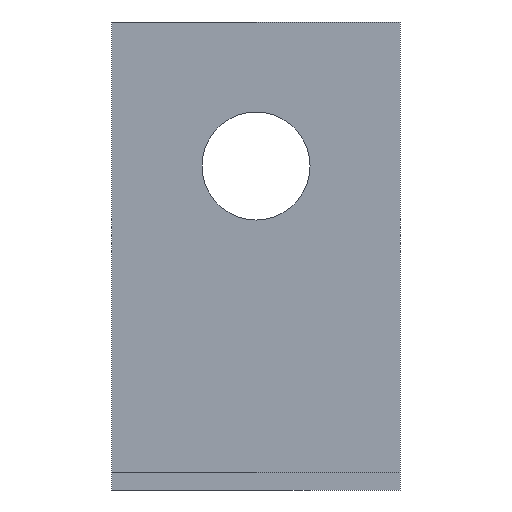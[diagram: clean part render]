
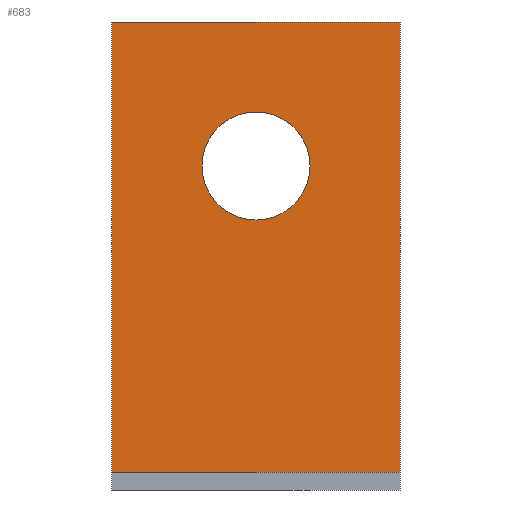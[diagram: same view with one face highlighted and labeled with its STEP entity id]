
A CAD part, left-side view. The second image highlights one B-rep face of the part: STEP entity #683.
In plain terms, the highlighted planar face has unit normal (-1, 0, 0).
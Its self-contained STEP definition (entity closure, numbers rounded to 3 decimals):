
#126 = PLANE('',#127);
#127 = AXIS2_PLACEMENT_3D('',#128,#129,#130);
#128 = CARTESIAN_POINT('',(0.,16.,0.));
#129 = DIRECTION('',(1.,0.,0.));
#130 = DIRECTION('',(0.,-1.,0.));
#208 = VERTEX_POINT('',#209);
#209 = CARTESIAN_POINT('',(0.,0.,1.));
#246 = PLANE('',#247);
#247 = AXIS2_PLACEMENT_3D('',#248,#249,#250);
#248 = CARTESIAN_POINT('',(0.,0.,1.));
#249 = DIRECTION('',(0.,1.,0.));
#250 = DIRECTION('',(1.,0.,0.));
#312 = VERTEX_POINT('',#313);
#313 = CARTESIAN_POINT('',(0.,16.,1.));
#334 = EDGE_CURVE('',#312,#208,#335,.T.);
#335 = SURFACE_CURVE('',#336,(#340,#347),.PCURVE_S1.);
#336 = LINE('',#337,#338);
#337 = CARTESIAN_POINT('',(0.,16.,1.));
#338 = VECTOR('',#339,1.);
#339 = DIRECTION('',(0.,-1.,0.));
#340 = PCURVE('',#126,#341);
#341 = DEFINITIONAL_REPRESENTATION('',(#342),#346);
#342 = LINE('',#343,#344);
#343 = CARTESIAN_POINT('',(0.,-1.));
#344 = VECTOR('',#345,1.);
#345 = DIRECTION('',(1.,0.));
#346 = ( GEOMETRIC_REPRESENTATION_CONTEXT(2) 
PARAMETRIC_REPRESENTATION_CONTEXT() REPRESENTATION_CONTEXT('2D SPACE',''
  ) );
#347 = PCURVE('',#348,#353);
#348 = PLANE('',#349);
#349 = AXIS2_PLACEMENT_3D('',#350,#351,#352);
#350 = CARTESIAN_POINT('',(0.,16.,1.));
#351 = DIRECTION('',(1.,0.,0.));
#352 = DIRECTION('',(0.,-1.,0.));
#353 = DEFINITIONAL_REPRESENTATION('',(#354),#358);
#354 = LINE('',#355,#356);
#355 = CARTESIAN_POINT('',(0.,0.));
#356 = VECTOR('',#357,1.);
#357 = DIRECTION('',(1.,0.));
#358 = ( GEOMETRIC_REPRESENTATION_CONTEXT(2) 
PARAMETRIC_REPRESENTATION_CONTEXT() REPRESENTATION_CONTEXT('2D SPACE',''
  ) );
#452 = PLANE('',#453);
#453 = AXIS2_PLACEMENT_3D('',#454,#455,#456);
#454 = CARTESIAN_POINT('',(1.,16.,1.));
#455 = DIRECTION('',(0.,-1.,0.));
#456 = DIRECTION('',(-1.,0.,0.));
#573 = EDGE_CURVE('',#208,#574,#576,.T.);
#574 = VERTEX_POINT('',#575);
#575 = CARTESIAN_POINT('',(0.,0.,26.));
#576 = SURFACE_CURVE('',#577,(#581,#588),.PCURVE_S1.);
#577 = LINE('',#578,#579);
#578 = CARTESIAN_POINT('',(0.,0.,1.));
#579 = VECTOR('',#580,1.);
#580 = DIRECTION('',(0.,0.,1.));
#581 = PCURVE('',#246,#582);
#582 = DEFINITIONAL_REPRESENTATION('',(#583),#587);
#583 = LINE('',#584,#585);
#584 = CARTESIAN_POINT('',(0.,0.));
#585 = VECTOR('',#586,1.);
#586 = DIRECTION('',(0.,-1.));
#587 = ( GEOMETRIC_REPRESENTATION_CONTEXT(2) 
PARAMETRIC_REPRESENTATION_CONTEXT() REPRESENTATION_CONTEXT('2D SPACE',''
  ) );
#588 = PCURVE('',#348,#589);
#589 = DEFINITIONAL_REPRESENTATION('',(#590),#594);
#590 = LINE('',#591,#592);
#591 = CARTESIAN_POINT('',(16.,0.));
#592 = VECTOR('',#593,1.);
#593 = DIRECTION('',(0.,-1.));
#594 = ( GEOMETRIC_REPRESENTATION_CONTEXT(2) 
PARAMETRIC_REPRESENTATION_CONTEXT() REPRESENTATION_CONTEXT('2D SPACE',''
  ) );
#612 = PLANE('',#613);
#613 = AXIS2_PLACEMENT_3D('',#614,#615,#616);
#614 = CARTESIAN_POINT('',(0.5,8.,26.));
#615 = DIRECTION('',(0.,0.,1.));
#616 = DIRECTION('',(1.,0.,0.));
#683 = ADVANCED_FACE('',(#684,#732),#348,.F.);
#684 = FACE_BOUND('',#685,.F.);
#685 = EDGE_LOOP('',(#686,#709,#730,#731));
#686 = ORIENTED_EDGE('',*,*,#687,.T.);
#687 = EDGE_CURVE('',#312,#688,#690,.T.);
#688 = VERTEX_POINT('',#689);
#689 = CARTESIAN_POINT('',(0.,16.,26.));
#690 = SURFACE_CURVE('',#691,(#695,#702),.PCURVE_S1.);
#691 = LINE('',#692,#693);
#692 = CARTESIAN_POINT('',(0.,16.,1.));
#693 = VECTOR('',#694,1.);
#694 = DIRECTION('',(0.,0.,1.));
#695 = PCURVE('',#348,#696);
#696 = DEFINITIONAL_REPRESENTATION('',(#697),#701);
#697 = LINE('',#698,#699);
#698 = CARTESIAN_POINT('',(0.,0.));
#699 = VECTOR('',#700,1.);
#700 = DIRECTION('',(0.,-1.));
#701 = ( GEOMETRIC_REPRESENTATION_CONTEXT(2) 
PARAMETRIC_REPRESENTATION_CONTEXT() REPRESENTATION_CONTEXT('2D SPACE',''
  ) );
#702 = PCURVE('',#452,#703);
#703 = DEFINITIONAL_REPRESENTATION('',(#704),#708);
#704 = LINE('',#705,#706);
#705 = CARTESIAN_POINT('',(1.,0.));
#706 = VECTOR('',#707,1.);
#707 = DIRECTION('',(0.,-1.));
#708 = ( GEOMETRIC_REPRESENTATION_CONTEXT(2) 
PARAMETRIC_REPRESENTATION_CONTEXT() REPRESENTATION_CONTEXT('2D SPACE',''
  ) );
#709 = ORIENTED_EDGE('',*,*,#710,.T.);
#710 = EDGE_CURVE('',#688,#574,#711,.T.);
#711 = SURFACE_CURVE('',#712,(#716,#723),.PCURVE_S1.);
#712 = LINE('',#713,#714);
#713 = CARTESIAN_POINT('',(0.,16.,26.));
#714 = VECTOR('',#715,1.);
#715 = DIRECTION('',(0.,-1.,0.));
#716 = PCURVE('',#348,#717);
#717 = DEFINITIONAL_REPRESENTATION('',(#718),#722);
#718 = LINE('',#719,#720);
#719 = CARTESIAN_POINT('',(0.,-25.));
#720 = VECTOR('',#721,1.);
#721 = DIRECTION('',(1.,0.));
#722 = ( GEOMETRIC_REPRESENTATION_CONTEXT(2) 
PARAMETRIC_REPRESENTATION_CONTEXT() REPRESENTATION_CONTEXT('2D SPACE',''
  ) );
#723 = PCURVE('',#612,#724);
#724 = DEFINITIONAL_REPRESENTATION('',(#725),#729);
#725 = LINE('',#726,#727);
#726 = CARTESIAN_POINT('',(-0.5,8.));
#727 = VECTOR('',#728,1.);
#728 = DIRECTION('',(0.,-1.));
#729 = ( GEOMETRIC_REPRESENTATION_CONTEXT(2) 
PARAMETRIC_REPRESENTATION_CONTEXT() REPRESENTATION_CONTEXT('2D SPACE',''
  ) );
#730 = ORIENTED_EDGE('',*,*,#573,.F.);
#731 = ORIENTED_EDGE('',*,*,#334,.F.);
#732 = FACE_BOUND('',#733,.F.);
#733 = EDGE_LOOP('',(#734));
#734 = ORIENTED_EDGE('',*,*,#735,.F.);
#735 = EDGE_CURVE('',#736,#736,#738,.T.);
#736 = VERTEX_POINT('',#737);
#737 = CARTESIAN_POINT('',(0.,11.,18.));
#738 = SURFACE_CURVE('',#739,(#744,#751),.PCURVE_S1.);
#739 = CIRCLE('',#740,3.);
#740 = AXIS2_PLACEMENT_3D('',#741,#742,#743);
#741 = CARTESIAN_POINT('',(0.,8.,18.));
#742 = DIRECTION('',(1.,0.,0.));
#743 = DIRECTION('',(0.,1.,0.));
#744 = PCURVE('',#348,#745);
#745 = DEFINITIONAL_REPRESENTATION('',(#746),#750);
#746 = CIRCLE('',#747,3.);
#747 = AXIS2_PLACEMENT_2D('',#748,#749);
#748 = CARTESIAN_POINT('',(8.,-17.));
#749 = DIRECTION('',(-1.,0.));
#750 = ( GEOMETRIC_REPRESENTATION_CONTEXT(2) 
PARAMETRIC_REPRESENTATION_CONTEXT() REPRESENTATION_CONTEXT('2D SPACE',''
  ) );
#751 = PCURVE('',#752,#757);
#752 = CYLINDRICAL_SURFACE('',#753,3.);
#753 = AXIS2_PLACEMENT_3D('',#754,#755,#756);
#754 = CARTESIAN_POINT('',(1.,8.,18.));
#755 = DIRECTION('',(1.,0.,0.));
#756 = DIRECTION('',(0.,1.,0.));
#757 = DEFINITIONAL_REPRESENTATION('',(#758),#762);
#758 = LINE('',#759,#760);
#759 = CARTESIAN_POINT('',(0.,-1.));
#760 = VECTOR('',#761,1.);
#761 = DIRECTION('',(1.,0.));
#762 = ( GEOMETRIC_REPRESENTATION_CONTEXT(2) 
PARAMETRIC_REPRESENTATION_CONTEXT() REPRESENTATION_CONTEXT('2D SPACE',''
  ) );
